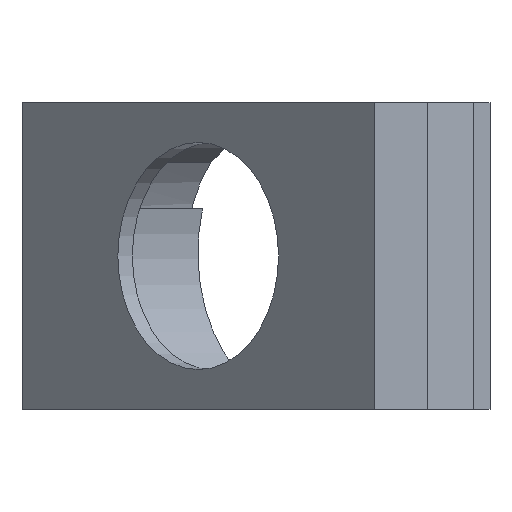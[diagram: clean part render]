
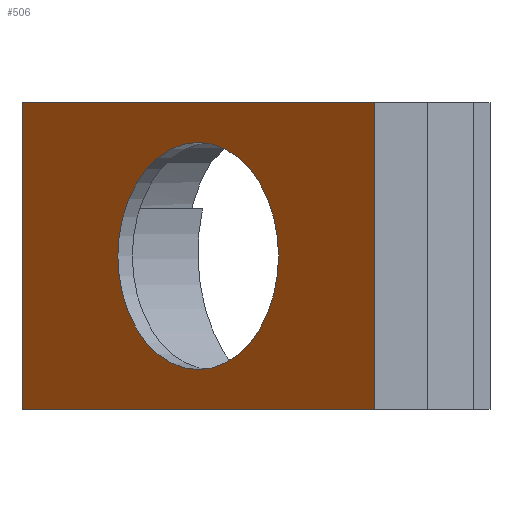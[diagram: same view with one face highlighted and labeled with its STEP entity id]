
A CAD part, front view. The second image highlights one B-rep face of the part: STEP entity #506.
In plain terms, the highlighted planar face has unit normal (-0.707, -0.707, 0).
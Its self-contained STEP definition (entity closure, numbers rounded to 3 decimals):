
#16=FACE_BOUND('',#95,.T.);
#34=CIRCLE('',#564,11.119);
#66=FACE_OUTER_BOUND('',#94,.T.);
#94=EDGE_LOOP('',(#407,#408,#409,#410));
#95=EDGE_LOOP('',(#411));
#136=LINE('',#846,#186);
#137=LINE('',#849,#187);
#138=LINE('',#851,#188);
#139=LINE('',#852,#189);
#186=VECTOR('',#697,10.);
#187=VECTOR('',#700,10.);
#188=VECTOR('',#701,10.);
#189=VECTOR('',#702,10.);
#230=VERTEX_POINT('',#807);
#241=VERTEX_POINT('',#839);
#244=VERTEX_POINT('',#844);
#245=VERTEX_POINT('',#848);
#246=VERTEX_POINT('',#850);
#288=EDGE_CURVE('',#230,#230,#34,.T.);
#306=EDGE_CURVE('',#241,#244,#136,.T.);
#307=EDGE_CURVE('',#245,#241,#137,.T.);
#308=EDGE_CURVE('',#246,#244,#138,.T.);
#309=EDGE_CURVE('',#245,#246,#139,.T.);
#407=ORIENTED_EDGE('',*,*,#307,.T.);
#408=ORIENTED_EDGE('',*,*,#306,.T.);
#409=ORIENTED_EDGE('',*,*,#308,.F.);
#410=ORIENTED_EDGE('',*,*,#309,.F.);
#411=ORIENTED_EDGE('',*,*,#288,.T.);
#479=PLANE('',#575);
#506=ADVANCED_FACE('',(#66,#16),#479,.T.);
#564=AXIS2_PLACEMENT_3D('',#809,#663,#664);
#575=AXIS2_PLACEMENT_3D('',#847,#698,#699);
#663=DIRECTION('center_axis',(0.707,0.707,0.));
#664=DIRECTION('ref_axis',(0.707,-0.707,0.));
#697=DIRECTION('',(0.,0.,1.));
#698=DIRECTION('center_axis',(-0.707,-0.707,0.));
#699=DIRECTION('ref_axis',(0.707,-0.707,0.));
#700=DIRECTION('',(0.707,-0.707,0.));
#701=DIRECTION('',(0.707,-0.707,0.));
#702=DIRECTION('',(0.,0.,1.));
#807=CARTESIAN_POINT('',(-13.519,2.205,15.));
#809=CARTESIAN_POINT('Origin',(-5.657,-5.657,15.));
#839=CARTESIAN_POINT('',(11.586,-22.9,0.));
#844=CARTESIAN_POINT('',(11.586,-22.9,30.));
#846=CARTESIAN_POINT('',(11.586,-22.9,0.));
#847=CARTESIAN_POINT('Origin',(-22.9,11.586,0.));
#848=CARTESIAN_POINT('',(-22.9,11.586,0.));
#849=CARTESIAN_POINT('',(-22.9,11.586,0.));
#850=CARTESIAN_POINT('',(-22.9,11.586,30.));
#851=CARTESIAN_POINT('',(-22.9,11.586,30.));
#852=CARTESIAN_POINT('',(-22.9,11.586,0.));
